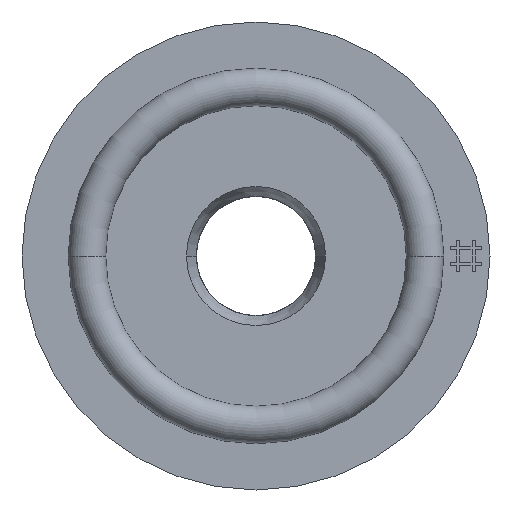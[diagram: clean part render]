
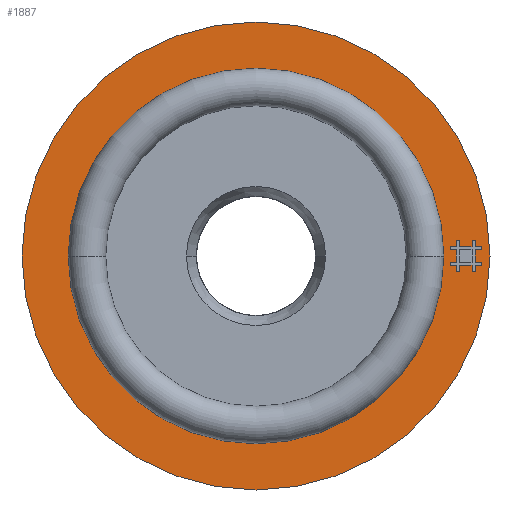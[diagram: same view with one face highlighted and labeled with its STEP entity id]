
A CAD part, front view. The second image highlights one B-rep face of the part: STEP entity #1887.
In plain terms, the highlighted planar face has unit normal (0, -1, 0).
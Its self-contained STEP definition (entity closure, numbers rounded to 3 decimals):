
#7=CARTESIAN_POINT('',(0.,0.,0.));
#8=DIRECTION('',(0.,-1.,0.));
#9=DIRECTION('',(1.,0.,0.));
#10=AXIS2_PLACEMENT_3D('',#7,#8,#9);
#446=CARTESIAN_POINT('',(0.,0.,0.));
#447=DIRECTION('',(0.,-1.,0.));
#448=DIRECTION('',(1.,0.,0.));
#449=AXIS2_PLACEMENT_3D('',#446,#447,#448);
#451=CARTESIAN_POINT('',(0.,0.,0.));
#452=DIRECTION('',(0.,1.,0.));
#453=DIRECTION('',(1.,0.,0.));
#454=AXIS2_PLACEMENT_3D('',#451,#452,#453);
#456=DIRECTION('',(1.,0.,0.));
#457=VECTOR('',#456,0.2);
#458=CARTESIAN_POINT('',(6.2,0.,0.2));
#459=LINE('',#458,#457);
#460=DIRECTION('',(0.,0.,-1.));
#461=VECTOR('',#460,0.4);
#462=CARTESIAN_POINT('',(6.4,0.,0.2));
#463=LINE('',#462,#461);
#464=DIRECTION('',(-1.,0.,0.));
#465=VECTOR('',#464,0.2);
#466=CARTESIAN_POINT('',(6.4,0.,-0.2));
#467=LINE('',#466,#465);
#468=DIRECTION('',(0.,0.,-1.));
#469=VECTOR('',#468,0.1);
#470=CARTESIAN_POINT('',(6.2,0.,-0.2));
#471=LINE('',#470,#469);
#472=DIRECTION('',(1.,0.,0.));
#473=VECTOR('',#472,0.2);
#474=CARTESIAN_POINT('',(6.2,0.,-0.3));
#475=LINE('',#474,#473);
#476=DIRECTION('',(0.,0.,-1.));
#477=VECTOR('',#476,0.2);
#478=CARTESIAN_POINT('',(6.4,0.,-0.3));
#479=LINE('',#478,#477);
#480=DIRECTION('',(1.,0.,0.));
#481=VECTOR('',#480,0.1);
#482=CARTESIAN_POINT('',(6.4,0.,-0.5));
#483=LINE('',#482,#481);
#484=DIRECTION('',(0.,0.,1.));
#485=VECTOR('',#484,0.2);
#486=CARTESIAN_POINT('',(6.5,0.,-0.5));
#487=LINE('',#486,#485);
#488=DIRECTION('',(1.,0.,0.));
#489=VECTOR('',#488,0.4);
#490=CARTESIAN_POINT('',(6.5,0.,-0.3));
#491=LINE('',#490,#489);
#492=DIRECTION('',(0.,0.,-1.));
#493=VECTOR('',#492,0.2);
#494=CARTESIAN_POINT('',(6.9,0.,-0.3));
#495=LINE('',#494,#493);
#496=DIRECTION('',(1.,0.,0.));
#497=VECTOR('',#496,0.1);
#498=CARTESIAN_POINT('',(6.9,0.,-0.5));
#499=LINE('',#498,#497);
#500=DIRECTION('',(0.,0.,1.));
#501=VECTOR('',#500,0.2);
#502=CARTESIAN_POINT('',(7.,0.,-0.5));
#503=LINE('',#502,#501);
#504=DIRECTION('',(1.,0.,0.));
#505=VECTOR('',#504,0.2);
#506=CARTESIAN_POINT('',(7.,0.,-0.3));
#507=LINE('',#506,#505);
#508=DIRECTION('',(0.,0.,1.));
#509=VECTOR('',#508,0.1);
#510=CARTESIAN_POINT('',(7.2,0.,-0.3));
#511=LINE('',#510,#509);
#512=DIRECTION('',(-1.,0.,0.));
#513=VECTOR('',#512,0.2);
#514=CARTESIAN_POINT('',(7.2,0.,-0.2));
#515=LINE('',#514,#513);
#516=DIRECTION('',(0.,0.,1.));
#517=VECTOR('',#516,0.4);
#518=CARTESIAN_POINT('',(7.,0.,-0.2));
#519=LINE('',#518,#517);
#520=DIRECTION('',(1.,0.,0.));
#521=VECTOR('',#520,0.2);
#522=CARTESIAN_POINT('',(7.,0.,0.2));
#523=LINE('',#522,#521);
#524=DIRECTION('',(0.,0.,1.));
#525=VECTOR('',#524,0.1);
#526=CARTESIAN_POINT('',(7.2,0.,0.2));
#527=LINE('',#526,#525);
#528=DIRECTION('',(-1.,0.,0.));
#529=VECTOR('',#528,0.2);
#530=CARTESIAN_POINT('',(7.2,0.,0.3));
#531=LINE('',#530,#529);
#532=DIRECTION('',(0.,0.,1.));
#533=VECTOR('',#532,0.2);
#534=CARTESIAN_POINT('',(7.,0.,0.3));
#535=LINE('',#534,#533);
#536=DIRECTION('',(-1.,0.,0.));
#537=VECTOR('',#536,0.1);
#538=CARTESIAN_POINT('',(7.,0.,0.5));
#539=LINE('',#538,#537);
#540=DIRECTION('',(0.,0.,-1.));
#541=VECTOR('',#540,0.2);
#542=CARTESIAN_POINT('',(6.9,0.,0.5));
#543=LINE('',#542,#541);
#544=DIRECTION('',(-1.,0.,0.));
#545=VECTOR('',#544,0.4);
#546=CARTESIAN_POINT('',(6.9,0.,0.3));
#547=LINE('',#546,#545);
#548=DIRECTION('',(0.,0.,1.));
#549=VECTOR('',#548,0.2);
#550=CARTESIAN_POINT('',(6.5,0.,0.3));
#551=LINE('',#550,#549);
#552=DIRECTION('',(-1.,0.,0.));
#553=VECTOR('',#552,0.1);
#554=CARTESIAN_POINT('',(6.5,0.,0.5));
#555=LINE('',#554,#553);
#556=DIRECTION('',(0.,0.,-1.));
#557=VECTOR('',#556,0.2);
#558=CARTESIAN_POINT('',(6.4,0.,0.5));
#559=LINE('',#558,#557);
#560=DIRECTION('',(-1.,0.,0.));
#561=VECTOR('',#560,0.2);
#562=CARTESIAN_POINT('',(6.4,0.,0.3));
#563=LINE('',#562,#561);
#564=DIRECTION('',(0.,0.,-1.));
#565=VECTOR('',#564,0.1);
#566=CARTESIAN_POINT('',(6.2,0.,0.3));
#567=LINE('',#566,#565);
#593=CARTESIAN_POINT('',(0.,0.,0.));
#594=DIRECTION('',(0.,1.,0.));
#595=DIRECTION('',(1.,0.,0.));
#596=AXIS2_PLACEMENT_3D('',#593,#594,#595);
#911=CARTESIAN_POINT('',(6.,0.,0.));
#913=VERTEX_POINT('',#911);
#919=CARTESIAN_POINT('',(-6.,0.,0.));
#921=VERTEX_POINT('',#919);
#922=CARTESIAN_POINT('',(7.475,0.,0.));
#923=CARTESIAN_POINT('',(-7.475,0.,0.));
#924=VERTEX_POINT('',#922);
#925=VERTEX_POINT('',#923);
#1094=CARTESIAN_POINT('',(6.2,0.,0.2));
#1095=CARTESIAN_POINT('',(6.4,0.,0.2));
#1096=VERTEX_POINT('',#1094);
#1097=VERTEX_POINT('',#1095);
#1098=CARTESIAN_POINT('',(6.4,0.,-0.2));
#1099=VERTEX_POINT('',#1098);
#1100=CARTESIAN_POINT('',(6.2,0.,-0.2));
#1101=VERTEX_POINT('',#1100);
#1102=CARTESIAN_POINT('',(6.2,0.,-0.3));
#1103=VERTEX_POINT('',#1102);
#1104=CARTESIAN_POINT('',(6.4,0.,-0.3));
#1105=VERTEX_POINT('',#1104);
#1106=CARTESIAN_POINT('',(6.4,0.,-0.5));
#1107=VERTEX_POINT('',#1106);
#1108=CARTESIAN_POINT('',(6.5,0.,-0.5));
#1109=VERTEX_POINT('',#1108);
#1110=CARTESIAN_POINT('',(6.5,0.,-0.3));
#1111=VERTEX_POINT('',#1110);
#1112=CARTESIAN_POINT('',(6.9,0.,-0.3));
#1113=VERTEX_POINT('',#1112);
#1114=CARTESIAN_POINT('',(6.9,0.,-0.5));
#1115=VERTEX_POINT('',#1114);
#1116=CARTESIAN_POINT('',(7.,0.,-0.5));
#1117=VERTEX_POINT('',#1116);
#1118=CARTESIAN_POINT('',(7.,0.,-0.3));
#1119=VERTEX_POINT('',#1118);
#1120=CARTESIAN_POINT('',(7.2,0.,-0.3));
#1121=VERTEX_POINT('',#1120);
#1122=CARTESIAN_POINT('',(7.2,0.,-0.2));
#1123=VERTEX_POINT('',#1122);
#1124=CARTESIAN_POINT('',(7.,0.,-0.2));
#1125=VERTEX_POINT('',#1124);
#1126=CARTESIAN_POINT('',(7.,0.,0.2));
#1127=VERTEX_POINT('',#1126);
#1128=CARTESIAN_POINT('',(7.2,0.,0.2));
#1129=VERTEX_POINT('',#1128);
#1130=CARTESIAN_POINT('',(7.2,0.,0.3));
#1131=VERTEX_POINT('',#1130);
#1132=CARTESIAN_POINT('',(7.,0.,0.3));
#1133=VERTEX_POINT('',#1132);
#1134=CARTESIAN_POINT('',(7.,0.,0.5));
#1135=VERTEX_POINT('',#1134);
#1136=CARTESIAN_POINT('',(6.9,0.,0.5));
#1137=VERTEX_POINT('',#1136);
#1138=CARTESIAN_POINT('',(6.9,0.,0.3));
#1139=VERTEX_POINT('',#1138);
#1140=CARTESIAN_POINT('',(6.5,0.,0.3));
#1141=VERTEX_POINT('',#1140);
#1142=CARTESIAN_POINT('',(6.5,0.,0.5));
#1143=VERTEX_POINT('',#1142);
#1144=CARTESIAN_POINT('',(6.4,0.,0.5));
#1145=VERTEX_POINT('',#1144);
#1146=CARTESIAN_POINT('',(6.4,0.,0.3));
#1147=VERTEX_POINT('',#1146);
#1148=CARTESIAN_POINT('',(6.2,0.,0.3));
#1149=VERTEX_POINT('',#1148);
#1815=CARTESIAN_POINT('',(0.,0.,0.));
#1816=DIRECTION('',(0.,-1.,0.));
#1817=DIRECTION('',(-1.,0.,0.));
#1818=AXIS2_PLACEMENT_3D('',#1815,#1816,#1817);
#1819=PLANE('',#1818);
#1821=ORIENTED_EDGE('',*,*,#1820,.T.);
#1822=ORIENTED_EDGE('',*,*,#1167,.F.);
#1823=EDGE_LOOP('',(#1821,#1822));
#1824=FACE_OUTER_BOUND('',#1823,.F.);
#1825=ORIENTED_EDGE('',*,*,#1810,.T.);
#1826=ORIENTED_EDGE('',*,*,#1794,.F.);
#1827=EDGE_LOOP('',(#1825,#1826));
#1828=FACE_BOUND('',#1827,.F.);
#1830=ORIENTED_EDGE('',*,*,#1829,.T.);
#1832=ORIENTED_EDGE('',*,*,#1831,.T.);
#1834=ORIENTED_EDGE('',*,*,#1833,.T.);
#1836=ORIENTED_EDGE('',*,*,#1835,.T.);
#1838=ORIENTED_EDGE('',*,*,#1837,.T.);
#1840=ORIENTED_EDGE('',*,*,#1839,.T.);
#1842=ORIENTED_EDGE('',*,*,#1841,.T.);
#1844=ORIENTED_EDGE('',*,*,#1843,.T.);
#1846=ORIENTED_EDGE('',*,*,#1845,.T.);
#1848=ORIENTED_EDGE('',*,*,#1847,.T.);
#1850=ORIENTED_EDGE('',*,*,#1849,.T.);
#1852=ORIENTED_EDGE('',*,*,#1851,.T.);
#1854=ORIENTED_EDGE('',*,*,#1853,.T.);
#1856=ORIENTED_EDGE('',*,*,#1855,.T.);
#1858=ORIENTED_EDGE('',*,*,#1857,.T.);
#1860=ORIENTED_EDGE('',*,*,#1859,.T.);
#1862=ORIENTED_EDGE('',*,*,#1861,.T.);
#1864=ORIENTED_EDGE('',*,*,#1863,.T.);
#1866=ORIENTED_EDGE('',*,*,#1865,.T.);
#1868=ORIENTED_EDGE('',*,*,#1867,.T.);
#1870=ORIENTED_EDGE('',*,*,#1869,.T.);
#1872=ORIENTED_EDGE('',*,*,#1871,.T.);
#1874=ORIENTED_EDGE('',*,*,#1873,.T.);
#1876=ORIENTED_EDGE('',*,*,#1875,.T.);
#1878=ORIENTED_EDGE('',*,*,#1877,.T.);
#1880=ORIENTED_EDGE('',*,*,#1879,.T.);
#1882=ORIENTED_EDGE('',*,*,#1881,.T.);
#1884=ORIENTED_EDGE('',*,*,#1883,.T.);
#1885=EDGE_LOOP('',(#1830,#1832,#1834,#1836,#1838,#1840,#1842,#1844,#1846,#1848,
#1850,#1852,#1854,#1856,#1858,#1860,#1862,#1864,#1866,#1868,#1870,#1872,#1874,
#1876,#1878,#1880,#1882,#1884));
#1886=FACE_BOUND('',#1885,.F.);
#1887=ADVANCED_FACE('',(#1824,#1828,#1886),#1819,.T.);
#11=CIRCLE('',#10,7.475);
#450=CIRCLE('',#449,6.);
#455=CIRCLE('',#454,6.);
#597=CIRCLE('',#596,7.475);
#1167=EDGE_CURVE('',#924,#925,#11,.T.);
#1794=EDGE_CURVE('',#913,#921,#455,.T.);
#1810=EDGE_CURVE('',#913,#921,#450,.T.);
#1820=EDGE_CURVE('',#924,#925,#597,.T.);
#1829=EDGE_CURVE('',#1096,#1097,#459,.T.);
#1831=EDGE_CURVE('',#1097,#1099,#463,.T.);
#1833=EDGE_CURVE('',#1099,#1101,#467,.T.);
#1835=EDGE_CURVE('',#1101,#1103,#471,.T.);
#1837=EDGE_CURVE('',#1103,#1105,#475,.T.);
#1839=EDGE_CURVE('',#1105,#1107,#479,.T.);
#1841=EDGE_CURVE('',#1107,#1109,#483,.T.);
#1843=EDGE_CURVE('',#1109,#1111,#487,.T.);
#1845=EDGE_CURVE('',#1111,#1113,#491,.T.);
#1847=EDGE_CURVE('',#1113,#1115,#495,.T.);
#1849=EDGE_CURVE('',#1115,#1117,#499,.T.);
#1851=EDGE_CURVE('',#1117,#1119,#503,.T.);
#1853=EDGE_CURVE('',#1119,#1121,#507,.T.);
#1855=EDGE_CURVE('',#1121,#1123,#511,.T.);
#1857=EDGE_CURVE('',#1123,#1125,#515,.T.);
#1859=EDGE_CURVE('',#1125,#1127,#519,.T.);
#1861=EDGE_CURVE('',#1127,#1129,#523,.T.);
#1863=EDGE_CURVE('',#1129,#1131,#527,.T.);
#1865=EDGE_CURVE('',#1131,#1133,#531,.T.);
#1867=EDGE_CURVE('',#1133,#1135,#535,.T.);
#1869=EDGE_CURVE('',#1135,#1137,#539,.T.);
#1871=EDGE_CURVE('',#1137,#1139,#543,.T.);
#1873=EDGE_CURVE('',#1139,#1141,#547,.T.);
#1875=EDGE_CURVE('',#1141,#1143,#551,.T.);
#1877=EDGE_CURVE('',#1143,#1145,#555,.T.);
#1879=EDGE_CURVE('',#1145,#1147,#559,.T.);
#1881=EDGE_CURVE('',#1147,#1149,#563,.T.);
#1883=EDGE_CURVE('',#1149,#1096,#567,.T.);
